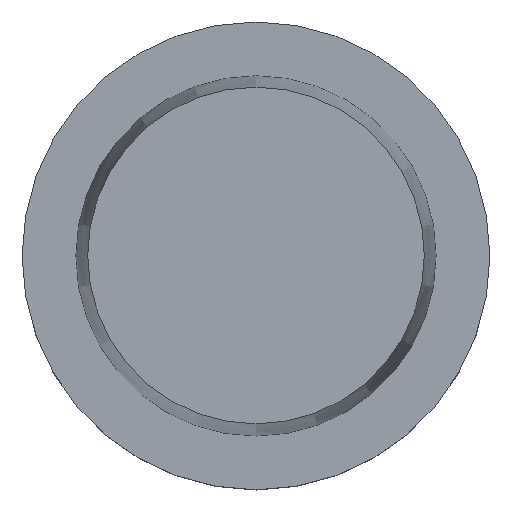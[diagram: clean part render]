
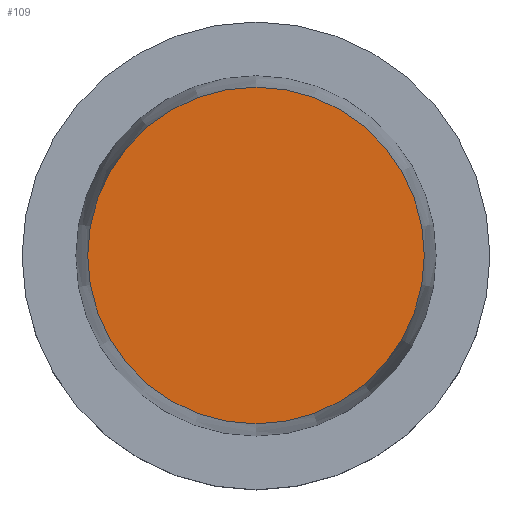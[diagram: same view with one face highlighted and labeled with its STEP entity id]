
A CAD part, top view. The second image highlights one B-rep face of the part: STEP entity #109.
In plain terms, the highlighted planar face has unit normal (0, 0, 1).
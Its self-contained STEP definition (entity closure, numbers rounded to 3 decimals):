
#90=EDGE_CURVE('Unnamed[1]',#215,#215,#216,.T.);
#109=ADVANCED_FACE('Unnamed[1]',(#244),#245,.T.);
#215=VERTEX_POINT('',#376);
#216=CIRCLE('',#377,44.978);
#244=FACE_OUTER_BOUND('',#413,.T.);
#245=PLANE('',#414);
#376=CARTESIAN_POINT('',(0.,44.978,63.));
#377=AXIS2_PLACEMENT_3D('',#546,#547,#548);
#413=EDGE_LOOP('',(#577));
#414=AXIS2_PLACEMENT_3D('',#578,#579,#580);
#546=CARTESIAN_POINT('',(0.,0.,63.));
#547=DIRECTION('',(0.,0.,-1.0));
#548=DIRECTION('',(0.,1.0,0.));
#577=ORIENTED_EDGE('',*,*,#90,.F.);
#578=CARTESIAN_POINT('',(0.,22.489,63.));
#579=DIRECTION('',(0.,0.,1.0));
#580=DIRECTION('',(0.,-1.0,0.));
